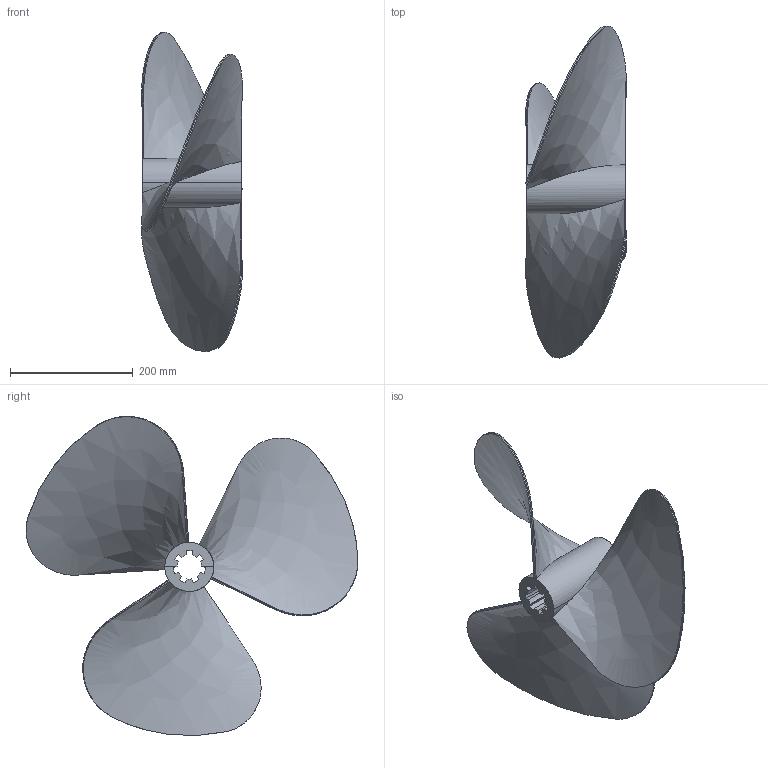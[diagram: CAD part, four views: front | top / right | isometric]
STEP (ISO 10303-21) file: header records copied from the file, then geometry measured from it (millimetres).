
FILE_DESCRIPTION(('CATIA V5 STEP Exchange'),'2;1');
FILE_NAME('propeller.stp','2017-03-24T11:01:55+00:00',('none'),('none'),'CATIA Version 5 Release 20 GA (IN-10)','CATIA V5 STEP AP203','none');
FILE_SCHEMA(('CONFIG_CONTROL_DESIGN'));
Length unit declared in the file: millimetre
Products named in the file (1): Pièce1
Bounding box: 163.33 x 540.66 x 519.66 mm (x, y, z)
Volume: 1311959 mm3; surface area: 713819.4 mm2
Topology: 1 solids, 5 shells, 77 faces, 227 edges, 151 vertices
Faces by surface type: bspline 36, plane 25, cylinder 16
Entity records: 5295 total; most frequent: CARTESIAN_POINT 3610, ORIENTED_EDGE 432, EDGE_CURVE 227, DIRECTION 162, VERTEX_POINT 146, B_SPLINE_CURVE_WITH_KNOTS 115, VECTOR 84, LINE 84
